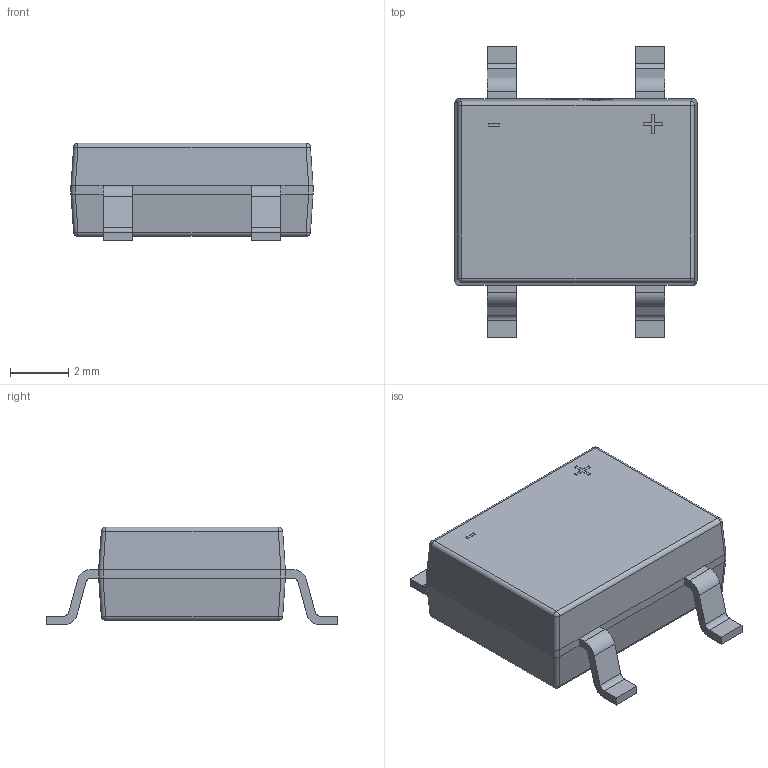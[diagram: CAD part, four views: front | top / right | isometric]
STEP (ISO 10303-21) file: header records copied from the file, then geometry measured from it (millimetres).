
FILE_DESCRIPTION (( 'STEP AP214' ), '1' );
FILE_NAME ('DBS-SMD-4P_L8.3-W6.4-H3.2-LS10.0.step', '2022-06-21T13:37:41', ( '' ), ( '' ), 'SwSTEP 2.0', 'SolidWorks 2020', '' );
FILE_SCHEMA (( 'AUTOMOTIVE_DESIGN' ));
Length unit declared in the file: millimetre
Products named in the file (1): DBS-SMD-4P_L8.3-W6.4-H3.2-LS10.0
Bounding box: 8.3 x 10 x 3.35 mm (x, y, z)
Volume: 168.9 mm3; surface area: 219.5 mm2
Topology: 1 solids, 1 shells, 340 faces, 911 edges, 594 vertices
Faces by surface type: plane 198, bspline 98, cylinder 36, sphere 8
Entity records: 14579 total; most frequent: CARTESIAN_POINT 3176, ORIENTED_EDGE 1822, DIRECTION 1245, EDGE_CURVE 911, LINE 647, VECTOR 647, VERTEX_POINT 594, EDGE_LOOP 361
